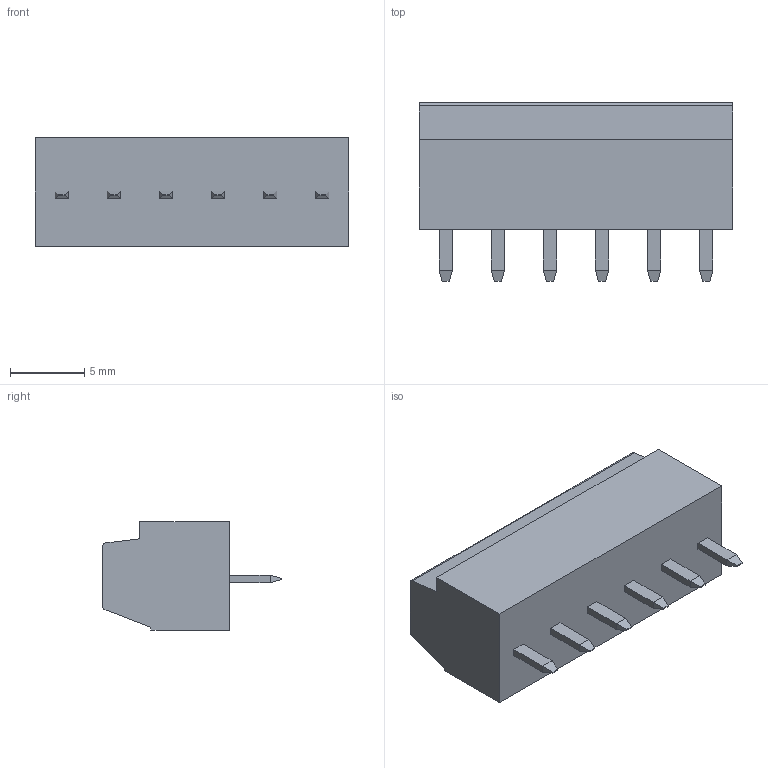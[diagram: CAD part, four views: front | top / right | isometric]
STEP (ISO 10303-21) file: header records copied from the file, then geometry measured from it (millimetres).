
FILE_DESCRIPTION((''),'2;1');
FILE_NAME('393570006','2005-12-28T',('rnarayana'),(''),'PRO/ENGINEER BY PARAMETRIC TECHNOLOGY CORPORATION, 2003451','PRO/ENGINEER BY PARAMETRIC TECHNOLOGY CORPORATION, 2003451','');
FILE_SCHEMA(('CONFIG_CONTROL_DESIGN'));
Length unit declared in the file: inch
Products named in the file (1): 393570006
Bounding box: 21.08 x 12.01 x 7.29 mm (x, y, z)
Volume: 1046.3 mm3; surface area: 1228.7 mm2
Topology: 1 solids, 1 shells, 210 faces, 498 edges, 332 vertices
Faces by surface type: plane 160, cylinder 38, cone 12
Entity records: 5969 total; most frequent: DIRECTION 1044, CARTESIAN_POINT 1005, ORIENTED_EDGE 948, EDGE_CURVE 474, VECTOR 374, LINE 374, AXIS2_PLACEMENT_3D 335, VERTEX_POINT 296
